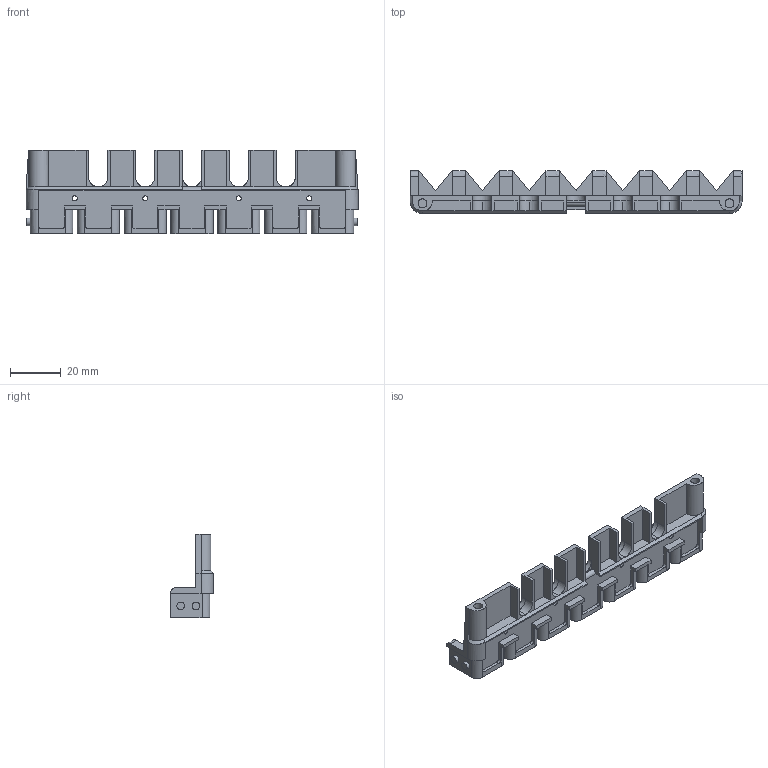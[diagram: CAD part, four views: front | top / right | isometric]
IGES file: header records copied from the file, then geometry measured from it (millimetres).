
Start section: Maximum GME point tolerance:  0.01 Minimum GME point tolerance:  0.01
Global section: file name: portabasette_7celle.igs; native system: I-DEAS 9 m3; preprocessor: IGES 5.3; author: NONE; organization: NONE; date: 030703.103707; units: millimetre
Bounding box: 130.58 x 16.9 x 33 mm (x, y, z)
Surface area: 19223 mm2 (no closed solid volume)
Topology: 0 solids, 0 shells, 333 faces, 1827 edges, 1807 vertices
Faces by surface type: bspline 333
